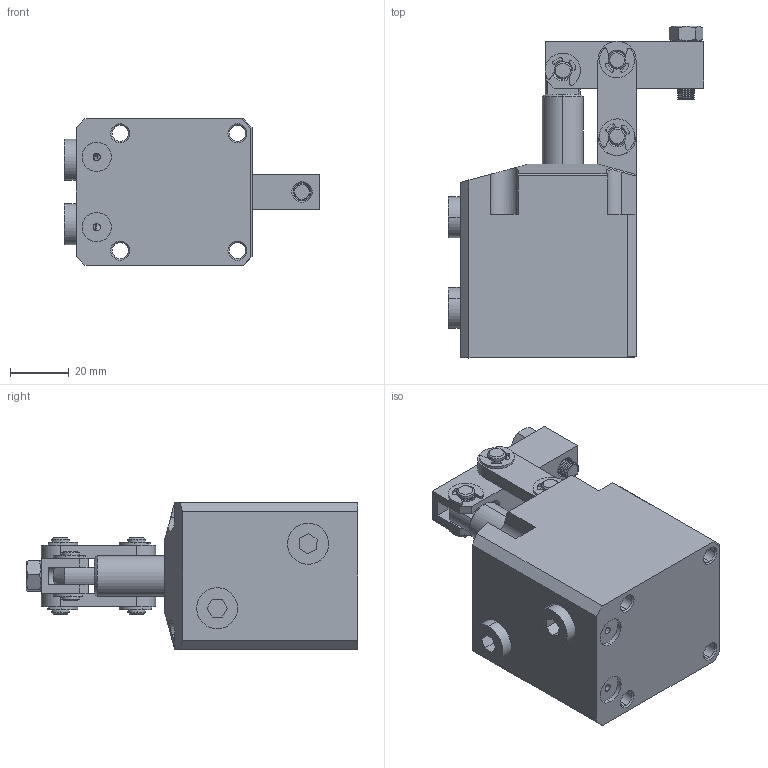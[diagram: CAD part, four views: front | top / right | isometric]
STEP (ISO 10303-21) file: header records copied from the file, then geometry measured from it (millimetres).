
FILE_DESCRIPTION (( 'STEP AP203' ), '1' );
FILE_NAME ('CBLU-30G話裝宒蚐揤詰.STEP', '2019-04-14T01:27:03', ( '' ), ( '' ), 'SwSTEP 2.0', 'SolidWorks 2017', '' );
FILE_SCHEMA (( 'CONFIG_CONTROL_DESIGN' ));
Length unit declared in the file: millimetre
Products named in the file (11): e rings gb_GB_CONNECTING_PIECE_RINGS_HR 6_1_1; CBLU-30G話裝宒蚐揤詰; 30揤啣_1; 酗种粣_1_1; 30活塞杆_1_2_1; 30傻种粣_2; hex nuts, style 1-grades ab gb_GB_FASTENER_NUT_SNAB1 M6-N_1; hexagon socket head cap screws gb_GB_FASTENER_SCREWS_HSHCS M6X25-S_1_1; 囀鞠褒黑芛郔陔_1; 掛极C_1_1; 30蟀裝_2
Assembly tree (18 placements, depth 2):
  CBLU-30G話裝宒蚐揤詰
    掛极C_1_1
    30蟀裝_2  x2
    hex nuts, style 1-grades ab gb_GB_FASTENER_NUT_SNAB1 M6-N_1
    hexagon socket head cap screws gb_GB_FASTENER_SCREWS_HSHCS M6X25-S_1_1
    酗种粣_1_1  x2
    e rings gb_GB_CONNECTING_PIECE_RINGS_HR 6_1_1  x6
    30傻种粣_2
    30活塞杆_1_2_1
    30揤啣_1
    囀鞠褒黑芛郔陔_1  x2
Bounding box: 87 x 113.2 x 50 mm (x, y, z)
Volume: 187338.4 mm3; surface area: 47425.4 mm2
Topology: 19 solids, 19 shells, 706 faces, 1735 edges, 1088 vertices
Faces by surface type: cylinder 278, cone 244, plane 176, bspline 8
Entity records: 17737 total; most frequent: CARTESIAN_POINT 3501, DIRECTION 2939, ORIENTED_EDGE 2564, EDGE_CURVE 1282, AXIS2_PLACEMENT_3D 1165, VERTEX_POINT 790, CIRCLE 623, LINE 609
